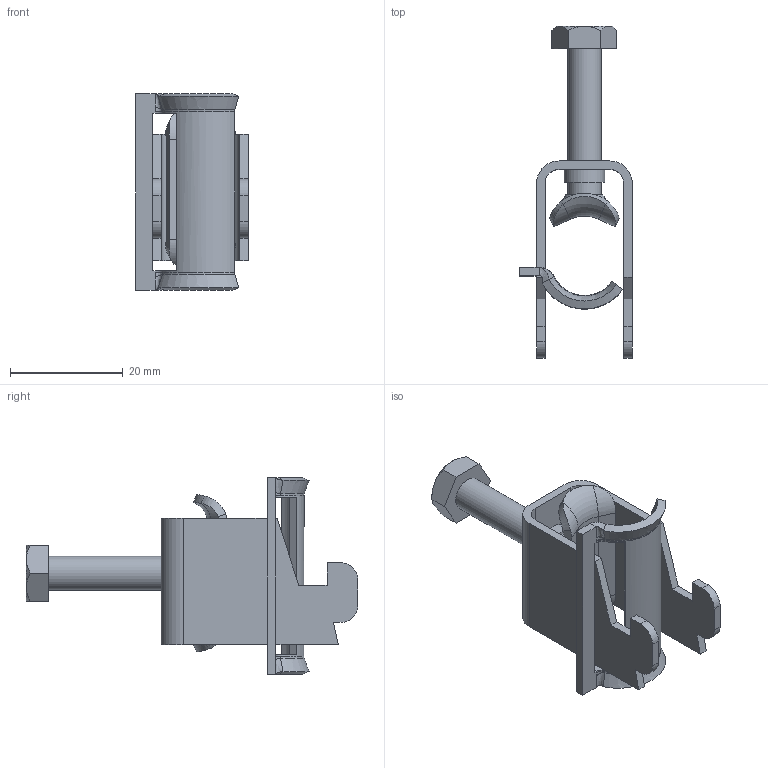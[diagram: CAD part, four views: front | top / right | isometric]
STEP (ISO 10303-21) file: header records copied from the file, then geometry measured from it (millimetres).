
FILE_DESCRIPTION (( 'STEP AP214' ), '1' );
FILE_NAME ('1167058.stp', '2022-09-23T07:48:31', ( '' ), ( '' ), 'SwSTEP 2.0', 'SolidWorks 2020', '' );
FILE_SCHEMA (( 'AUTOMOTIVE_DESIGN' ));
Length unit declared in the file: millimetre
Products named in the file (5): EB025-02_Standard; 142951_M6 x 26; 157121_1Fach; 1167058; 203331_Standard
Assembly tree (4 placements, depth 2):
  1167058
    157121_1Fach
    EB025-02_Standard
    142951_M6 x 26
    203331_Standard
Bounding box: 20 x 59 x 35 mm (x, y, z)
Volume: 4797.2 mm3; surface area: 6541.5 mm2
Topology: 4 solids, 4 shells, 150 faces, 404 edges, 262 vertices
Faces by surface type: plane 77, cylinder 35, bspline 28, cone 6, torus 4
Full cylindrical faces by diameter (mm): 2.9 x1, 3.1 x1, 4.2 x1, 6 x1, 7.2 x1, 8.2 x1
Entity records: 6665 total; most frequent: CARTESIAN_POINT 3032, ORIENTED_EDGE 782, DIRECTION 606, EDGE_CURVE 391, VERTEX_POINT 259, AXIS2_PLACEMENT_3D 203, VECTOR 200, LINE 200
